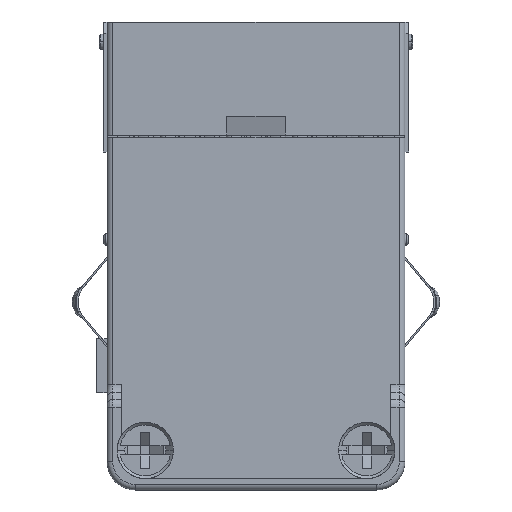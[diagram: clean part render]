
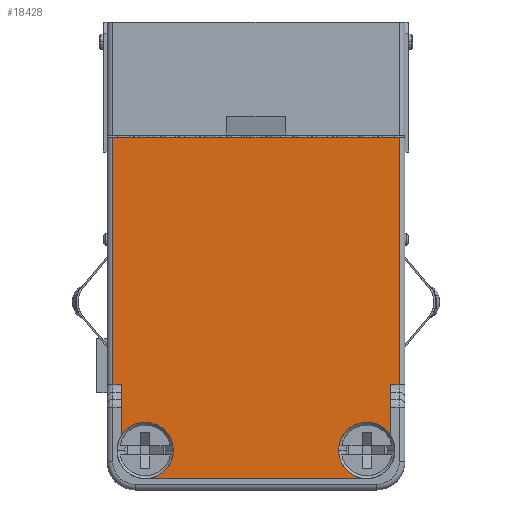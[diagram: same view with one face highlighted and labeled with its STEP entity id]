
A CAD part, left-side view. The second image highlights one B-rep face of the part: STEP entity #18428.
In plain terms, the highlighted planar face has unit normal (-1, 0, 0).
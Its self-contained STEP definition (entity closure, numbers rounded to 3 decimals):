
#6184=DIRECTION('',(0.,0.,-1.));
#6185=VECTOR('',#6184,21.886);
#6186=CARTESIAN_POINT('',(-5.75,-12.675,-0.2));
#6187=LINE('',#6186,#6185);
#6188=DIRECTION('',(0.,-1.,0.));
#6189=VECTOR('',#6188,25.35);
#6190=CARTESIAN_POINT('',(-5.75,12.675,-0.2));
#6191=LINE('',#6190,#6189);
#6192=DIRECTION('',(0.,-1.,0.));
#6193=VECTOR('',#6192,19.6);
#6194=CARTESIAN_POINT('',(-5.75,9.8,-30.4));
#6195=LINE('',#6194,#6193);
#6196=DIRECTION('',(0.,1.,0.));
#6197=VECTOR('',#6196,0.775);
#6198=CARTESIAN_POINT('',(-5.75,-12.675,-22.086));
#6199=LINE('',#6198,#6197);
#6204=DIRECTION('',(0.,0.,-1.));
#6205=VECTOR('',#6204,4.458);
#6206=CARTESIAN_POINT('',(-5.75,-11.9,-22.086));
#6207=LINE('',#6206,#6205);
#6266=CARTESIAN_POINT('',(-5.75,9.8,-27.9));
#6267=DIRECTION('',(1.,0.,0.));
#6268=DIRECTION('',(0.,-0.828,-0.56));
#6269=AXIS2_PLACEMENT_3D('',#6266,#6267,#6268);
#6284=CARTESIAN_POINT('',(-5.75,9.8,-27.9));
#6285=DIRECTION('',(1.,0.,0.));
#6286=DIRECTION('',(0.,0.84,0.543));
#6287=AXIS2_PLACEMENT_3D('',#6284,#6285,#6286);
#6307=CARTESIAN_POINT('',(-5.75,9.8,-27.9));
#6308=DIRECTION('',(1.,0.,0.));
#6309=DIRECTION('',(0.,-0.828,0.56));
#6310=AXIS2_PLACEMENT_3D('',#6307,#6308,#6309);
#6561=DIRECTION('',(0.,0.,1.));
#6562=VECTOR('',#6561,4.458);
#6563=CARTESIAN_POINT('',(-5.75,11.9,-26.544));
#6564=LINE('',#6563,#6562);
#6647=DIRECTION('',(0.,0.,1.));
#6648=VECTOR('',#6647,21.886);
#6649=CARTESIAN_POINT('',(-5.75,12.675,-22.086));
#6650=LINE('',#6649,#6648);
#6659=DIRECTION('',(0.,1.,0.));
#6660=VECTOR('',#6659,0.775);
#6661=CARTESIAN_POINT('',(-5.75,11.9,-22.086));
#6662=LINE('',#6661,#6660);
#6672=CARTESIAN_POINT('',(-5.75,-9.8,-27.9));
#6673=DIRECTION('',(1.,0.,0.));
#6674=DIRECTION('',(0.,0.828,0.56));
#6675=AXIS2_PLACEMENT_3D('',#6672,#6673,#6674);
#6690=CARTESIAN_POINT('',(-5.75,-9.8,-27.9));
#6691=DIRECTION('',(1.,0.,0.));
#6692=DIRECTION('',(0.,0.,-1.));
#6693=AXIS2_PLACEMENT_3D('',#6690,#6691,#6692);
#6712=CARTESIAN_POINT('',(-5.75,-9.8,-27.9));
#6713=DIRECTION('',(-1.,0.,0.));
#6714=DIRECTION('',(0.,0.828,0.56));
#6715=AXIS2_PLACEMENT_3D('',#6712,#6713,#6714);
#9537=CARTESIAN_POINT('',(-5.75,11.9,-26.544));
#9538=CARTESIAN_POINT('',(-5.75,11.9,-22.086));
#9539=VERTEX_POINT('',#9537);
#9540=VERTEX_POINT('',#9538);
#9541=CARTESIAN_POINT('',(-5.75,-11.9,-22.086));
#9542=CARTESIAN_POINT('',(-5.75,-11.9,-26.544));
#9543=VERTEX_POINT('',#9541);
#9544=VERTEX_POINT('',#9542);
#9545=CARTESIAN_POINT('',(-5.75,-12.675,-22.086));
#9546=VERTEX_POINT('',#9545);
#9547=CARTESIAN_POINT('',(-5.75,-12.675,-0.2));
#9548=VERTEX_POINT('',#9547);
#9549=CARTESIAN_POINT('',(-5.75,12.675,-22.086));
#9550=CARTESIAN_POINT('',(-5.75,12.675,-0.2));
#9551=VERTEX_POINT('',#9549);
#9552=VERTEX_POINT('',#9550);
#9853=CARTESIAN_POINT('',(-5.75,7.729,-29.3));
#9854=CARTESIAN_POINT('',(-5.75,9.8,-30.4));
#9855=VERTEX_POINT('',#9853);
#9856=VERTEX_POINT('',#9854);
#9857=CARTESIAN_POINT('',(-5.75,-9.8,-30.4));
#9858=CARTESIAN_POINT('',(-5.75,-7.729,-29.3));
#9859=VERTEX_POINT('',#9857);
#9860=VERTEX_POINT('',#9858);
#9861=CARTESIAN_POINT('',(-5.75,7.729,-26.5));
#9862=VERTEX_POINT('',#9861);
#9863=CARTESIAN_POINT('',(-5.75,-7.729,-26.5));
#9864=VERTEX_POINT('',#9863);
#18395=CARTESIAN_POINT('',(-5.75,14.593,-27.196));
#18396=DIRECTION('',(-1.,0.,0.));
#18397=DIRECTION('',(0.,-1.,0.));
#18398=AXIS2_PLACEMENT_3D('',#18395,#18396,#18397);
#18399=PLANE('',#18398);
#18400=ORIENTED_EDGE('',*,*,#10786,.T.);
#18401=ORIENTED_EDGE('',*,*,#18390,.T.);
#18403=ORIENTED_EDGE('',*,*,#18402,.T.);
#18405=ORIENTED_EDGE('',*,*,#18404,.T.);
#18407=ORIENTED_EDGE('',*,*,#18406,.F.);
#18409=ORIENTED_EDGE('',*,*,#18408,.T.);
#18411=ORIENTED_EDGE('',*,*,#18410,.F.);
#18413=ORIENTED_EDGE('',*,*,#18412,.F.);
#18415=ORIENTED_EDGE('',*,*,#18414,.F.);
#18417=ORIENTED_EDGE('',*,*,#18416,.F.);
#18419=ORIENTED_EDGE('',*,*,#18418,.F.);
#18421=ORIENTED_EDGE('',*,*,#18420,.T.);
#18423=ORIENTED_EDGE('',*,*,#18422,.T.);
#18425=ORIENTED_EDGE('',*,*,#18424,.T.);
#18426=EDGE_LOOP('',(#18400,#18401,#18403,#18405,#18407,#18409,#18411,#18413,
#18415,#18417,#18419,#18421,#18423,#18425));
#18427=FACE_OUTER_BOUND('',#18426,.F.);
#18428=ADVANCED_FACE('',(#18427),#18399,.T.);
#6270=CIRCLE('',#6269,2.5);
#6288=CIRCLE('',#6287,2.5);
#6311=CIRCLE('',#6310,2.5);
#6676=CIRCLE('',#6675,2.5);
#6694=CIRCLE('',#6693,2.5);
#6716=CIRCLE('',#6715,2.5);
#10786=EDGE_CURVE('',#9552,#9548,#6191,.T.);
#18390=EDGE_CURVE('',#9548,#9546,#6187,.T.);
#18402=EDGE_CURVE('',#9546,#9543,#6199,.T.);
#18404=EDGE_CURVE('',#9543,#9544,#6207,.T.);
#18406=EDGE_CURVE('',#9864,#9544,#6676,.T.);
#18408=EDGE_CURVE('',#9864,#9860,#6716,.T.);
#18410=EDGE_CURVE('',#9859,#9860,#6694,.T.);
#18412=EDGE_CURVE('',#9856,#9859,#6195,.T.);
#18414=EDGE_CURVE('',#9855,#9856,#6270,.T.);
#18416=EDGE_CURVE('',#9862,#9855,#6311,.T.);
#18418=EDGE_CURVE('',#9539,#9862,#6288,.T.);
#18420=EDGE_CURVE('',#9539,#9540,#6564,.T.);
#18422=EDGE_CURVE('',#9540,#9551,#6662,.T.);
#18424=EDGE_CURVE('',#9551,#9552,#6650,.T.);
